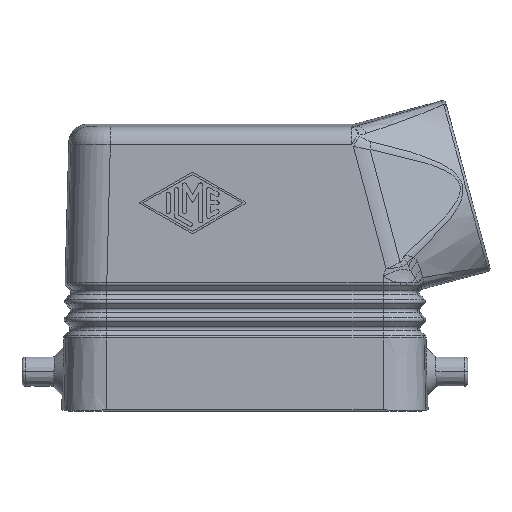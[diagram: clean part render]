
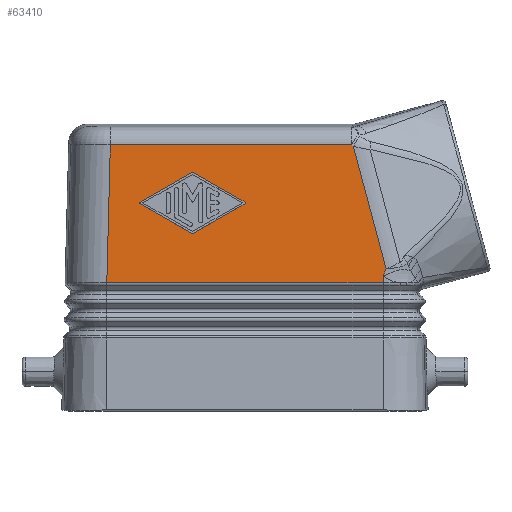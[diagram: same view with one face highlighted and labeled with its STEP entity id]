
A CAD part, front view. The second image highlights one B-rep face of the part: STEP entity #63410.
In plain terms, the highlighted planar face has unit normal (0, -1, 0.026).
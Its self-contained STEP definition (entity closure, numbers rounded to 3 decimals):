
#52590=CARTESIAN_POINT('',(-22.613,-20.949,
21.032));
#52600=VERTEX_POINT('',#52590);
#52870=CARTESIAN_POINT('',(-22.613,-20.949,
21.032));
#52880=DIRECTION('',(1.,0.,0.));
#52890=VECTOR('',#52880,1.);
#52900=LINE('',#52870,#52890);
#52910=CARTESIAN_POINT('',(22.618,-20.949,21.032
));
#52920=VERTEX_POINT('',#52910);
#52930=EDGE_CURVE('',#52600,#52920,#52900,.T.);
#62030=CARTESIAN_POINT('',(-22.036,-20.358,
43.623));
#62040=VERTEX_POINT('',#62030);
#62070=CARTESIAN_POINT('',(-22.036,-20.358,
43.623));
#62080=DIRECTION('',(-0.025,-0.026,
-0.999));
#62090=VECTOR('',#62080,1.);
#62100=LINE('',#62070,#62090);
#62110=EDGE_CURVE('',#62040,#52600,#62100,.T.);
#62240=CARTESIAN_POINT('',(-22.618,-21.5,0.));
#62250=DIRECTION('',(0.,1.,-0.026));
#62260=DIRECTION('',(0.,-0.026,-1.));
#62270=AXIS2_PLACEMENT_3D('',#62240,#62250,#62260);
#62280=PLANE('',#62270);
#62290=ORIENTED_EDGE('',*,*,#52930,.T.);
#62300=ORIENTED_EDGE('',*,*,#62110,.T.);
#62310=CARTESIAN_POINT('',(17.439,-20.358,43.623
));
#62320=DIRECTION('',(-1.,0.,0.));
#62330=VECTOR('',#62320,1.);
#62340=LINE('',#62310,#62330);
#62350=CARTESIAN_POINT('',(17.439,-20.358,43.623
));
#62360=VERTEX_POINT('',#62350);
#62370=EDGE_CURVE('',#62360,#62040,#62340,.T.);
#62380=ORIENTED_EDGE('',*,*,#62370,.T.);
#62390=CARTESIAN_POINT('',(17.439,-20.358,43.623
));
#62400=DIRECTION('',(0.84,-0.014,
-0.542));
#62410=VECTOR('',#62400,1.);
#62420=LINE('',#62390,#62410);
#62430=CARTESIAN_POINT('',(17.754,-20.363,43.419
));
#62440=VERTEX_POINT('',#62430);
#62450=EDGE_CURVE('',#62360,#62440,#62420,.T.);
#62460=ORIENTED_EDGE('',*,*,#62450,.F.);
#62470=CARTESIAN_POINT('',(23.115,-20.888,23.359)
);
#62480=DIRECTION('',(-0.258,0.025,
0.966));
#62490=VECTOR('',#62480,1.);
#62500=LINE('',#62470,#62490);
#62510=CARTESIAN_POINT('',(23.115,-20.888,23.359)
);
#62520=VERTEX_POINT('',#62510);
#62530=EDGE_CURVE('',#62520,#62440,#62500,.T.);
#62540=ORIENTED_EDGE('',*,*,#62530,.T.);
#62550=CARTESIAN_POINT('',(22.618,-20.921,22.106
));
#62560=DIRECTION('',(0.369,0.024,
0.929));
#62570=VECTOR('',#62560,1.);
#62580=LINE('',#62550,#62570);
#62590=CARTESIAN_POINT('',(22.618,-20.921,22.106
));
#62600=VERTEX_POINT('',#62590);
#62610=EDGE_CURVE('',#62600,#62520,#62580,.T.);
#62620=ORIENTED_EDGE('',*,*,#62610,.T.);
#62630=CARTESIAN_POINT('',(22.618,-20.921,22.106
));
#62640=DIRECTION('',(0.,-0.026,
-1.));
#62650=VECTOR('',#62640,1.);
#62660=LINE('',#62630,#62650);
#62670=EDGE_CURVE('',#62600,#52920,#62660,.T.);
#62680=ORIENTED_EDGE('',*,*,#62670,.F.);
#62690=EDGE_LOOP('',(#62680,#62620,#62540,#62460,#62380,#62300,#62290));
#62700=FACE_OUTER_BOUND('',#62690,.T.);
#62710=CARTESIAN_POINT('',(-0.064,-20.606,
34.122));
#62720=DIRECTION('',(0.,-1.,0.026));
#62730=DIRECTION('',(1.,0.,0.));
#62740=AXIS2_PLACEMENT_3D('',#62710,#62720,#62730);
#62750=CIRCLE('',#62740,0.167);
#62760=CARTESIAN_POINT('',(0.019,-20.61,
33.978));
#62770=VERTEX_POINT('',#62760);
#62780=CARTESIAN_POINT('',(0.019,-20.603,
34.267));
#62790=VERTEX_POINT('',#62780);
#62800=EDGE_CURVE('',#62770,#62790,#62750,.T.);
#62810=ORIENTED_EDGE('',*,*,#62800,.F.);
#62820=CARTESIAN_POINT('',(0.,-20.602,34.278));
#62830=DIRECTION('',(0.868,-0.013,
-0.496));
#62840=VECTOR('',#62830,1.);
#62850=LINE('',#62820,#62840);
#62860=CARTESIAN_POINT('',(-8.398,-20.477,
39.077));
#62870=VERTEX_POINT('',#62860);
#62880=EDGE_CURVE('',#62870,#62790,#62850,.T.);
#62890=ORIENTED_EDGE('',*,*,#62880,.T.);
#62900=CARTESIAN_POINT('',(-8.564,-20.484,
38.787));
#62910=DIRECTION('',(0.,-1.,0.026));
#62920=DIRECTION('',(1.,0.,0.));
#62930=AXIS2_PLACEMENT_3D('',#62900,#62910,#62920);
#62940=CIRCLE('',#62930,0.333);
#62950=CARTESIAN_POINT('',(-8.729,-20.477,
39.077));
#62960=VERTEX_POINT('',#62950);
#62970=EDGE_CURVE('',#62870,#62960,#62940,.T.);
#62980=ORIENTED_EDGE('',*,*,#62970,.F.);
#62990=CARTESIAN_POINT('',(0.,-20.346,44.064));
#63000=DIRECTION('',(0.868,0.013,
0.496));
#63010=VECTOR('',#63000,1.);
#63020=LINE('',#62990,#63010);
#63030=CARTESIAN_POINT('',(-17.146,-20.603,
34.267));
#63040=VERTEX_POINT('',#63030);
#63050=EDGE_CURVE('',#63040,#62960,#63020,.T.);
#63060=ORIENTED_EDGE('',*,*,#63050,.T.);
#63070=CARTESIAN_POINT('',(-17.064,-20.606,
34.122));
#63080=DIRECTION('',(0.,-1.,0.026));
#63090=DIRECTION('',(1.,0.,0.));
#63100=AXIS2_PLACEMENT_3D('',#63070,#63080,#63090);
#63110=CIRCLE('',#63100,0.167);
#63120=CARTESIAN_POINT('',(-17.146,-20.61,
33.977));
#63130=VERTEX_POINT('',#63120);
#63140=EDGE_CURVE('',#63040,#63130,#63110,.T.);
#63150=ORIENTED_EDGE('',*,*,#63140,.F.);
#63160=CARTESIAN_POINT('',(0.,-20.867,24.18));
#63170=DIRECTION('',(-0.868,0.013,
0.496));
#63180=VECTOR('',#63170,1.);
#63190=LINE('',#63160,#63180);
#63200=CARTESIAN_POINT('',(-8.729,-20.736,
29.168));
#63210=VERTEX_POINT('',#63200);
#63220=EDGE_CURVE('',#63210,#63130,#63190,.T.);
#63230=ORIENTED_EDGE('',*,*,#63220,.T.);
#63240=CARTESIAN_POINT('',(-8.564,-20.729,
29.457));
#63250=DIRECTION('',(0.,-1.,0.026));
#63260=DIRECTION('',(1.,0.,0.));
#63270=AXIS2_PLACEMENT_3D('',#63240,#63250,#63260);
#63280=CIRCLE('',#63270,0.333);
#63290=CARTESIAN_POINT('',(-8.398,-20.736,
29.168));
#63300=VERTEX_POINT('',#63290);
#63310=EDGE_CURVE('',#63210,#63300,#63280,.T.);
#63320=ORIENTED_EDGE('',*,*,#63310,.F.);
#63330=CARTESIAN_POINT('',(0.,-20.611,33.967));
#63340=DIRECTION('',(-0.868,-0.013,
-0.496));
#63350=VECTOR('',#63340,1.);
#63360=LINE('',#63330,#63350);
#63370=EDGE_CURVE('',#62770,#63300,#63360,.T.);
#63380=ORIENTED_EDGE('',*,*,#63370,.T.);
#63390=EDGE_LOOP('',(#63380,#63320,#63230,#63150,#63060,#62980,#62890,
#62810));
#63400=FACE_BOUND('',#63390,.T.);
#63410=ADVANCED_FACE('',(#62700,#63400),#62280,.F.);
